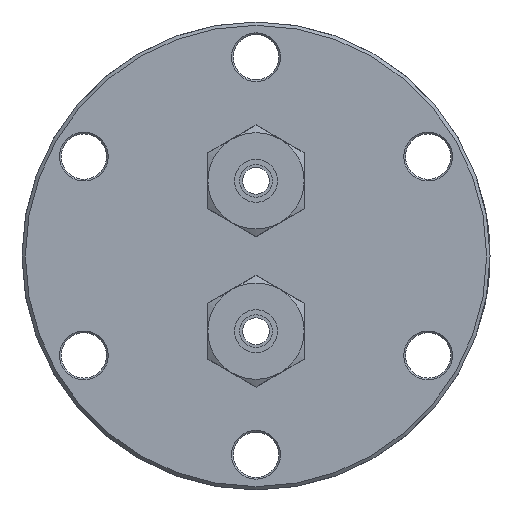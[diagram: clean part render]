
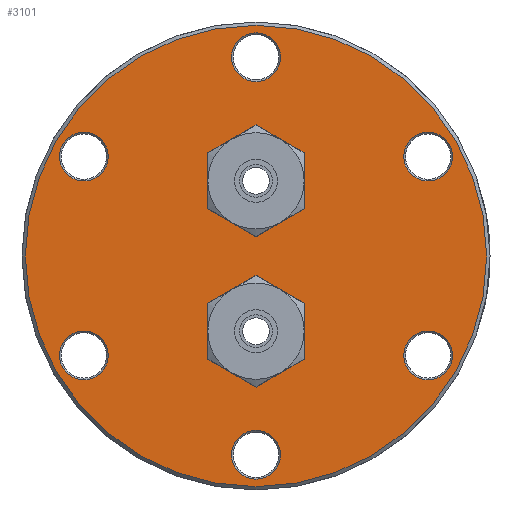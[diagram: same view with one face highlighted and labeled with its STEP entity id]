
A CAD part, front view. The second image highlights one B-rep face of the part: STEP entity #3101.
In plain terms, the highlighted planar face has unit normal (0, -1, 0).
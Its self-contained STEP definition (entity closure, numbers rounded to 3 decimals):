
#361=FACE_BOUND('',#650,.T.);
#362=FACE_BOUND('',#651,.T.);
#363=FACE_BOUND('',#652,.T.);
#364=FACE_BOUND('',#653,.T.);
#365=FACE_BOUND('',#654,.T.);
#366=FACE_BOUND('',#655,.T.);
#367=FACE_BOUND('',#656,.T.);
#368=FACE_BOUND('',#657,.T.);
#393=PLANE('',#3385);
#465=FACE_OUTER_BOUND('',#649,.T.);
#649=EDGE_LOOP('',(#2139));
#650=EDGE_LOOP('',(#2140));
#651=EDGE_LOOP('',(#2141));
#652=EDGE_LOOP('',(#2142));
#653=EDGE_LOOP('',(#2143));
#654=EDGE_LOOP('',(#2144));
#655=EDGE_LOOP('',(#2145));
#656=EDGE_LOOP('',(#2146));
#657=EDGE_LOOP('',(#2147));
#1180=CIRCLE('',#3376,3.175);
#1182=CIRCLE('',#3379,3.175);
#1186=CIRCLE('',#3384,34.05);
#1187=CIRCLE('',#3386,3.6);
#1188=CIRCLE('',#3387,3.6);
#1189=CIRCLE('',#3388,3.6);
#1190=CIRCLE('',#3389,3.6);
#1191=CIRCLE('',#3390,3.6);
#1192=CIRCLE('',#3391,3.6);
#1332=VERTEX_POINT('',#4530);
#1334=VERTEX_POINT('',#4536);
#1338=VERTEX_POINT('',#4546);
#1339=VERTEX_POINT('',#4550);
#1340=VERTEX_POINT('',#4552);
#1341=VERTEX_POINT('',#4554);
#1342=VERTEX_POINT('',#4556);
#1343=VERTEX_POINT('',#4558);
#1344=VERTEX_POINT('',#4560);
#1645=EDGE_CURVE('',#1332,#1332,#1180,.T.);
#1648=EDGE_CURVE('',#1334,#1334,#1182,.T.);
#1654=EDGE_CURVE('',#1338,#1338,#1186,.T.);
#1655=EDGE_CURVE('',#1339,#1339,#1187,.T.);
#1656=EDGE_CURVE('',#1340,#1340,#1188,.T.);
#1657=EDGE_CURVE('',#1341,#1341,#1189,.T.);
#1658=EDGE_CURVE('',#1342,#1342,#1190,.T.);
#1659=EDGE_CURVE('',#1343,#1343,#1191,.T.);
#1660=EDGE_CURVE('',#1344,#1344,#1192,.T.);
#2139=ORIENTED_EDGE('',*,*,#1654,.F.);
#2140=ORIENTED_EDGE('',*,*,#1645,.T.);
#2141=ORIENTED_EDGE('',*,*,#1648,.T.);
#2142=ORIENTED_EDGE('',*,*,#1655,.F.);
#2143=ORIENTED_EDGE('',*,*,#1656,.F.);
#2144=ORIENTED_EDGE('',*,*,#1657,.F.);
#2145=ORIENTED_EDGE('',*,*,#1658,.F.);
#2146=ORIENTED_EDGE('',*,*,#1659,.F.);
#2147=ORIENTED_EDGE('',*,*,#1660,.F.);
#3101=ADVANCED_FACE('',(#465,#361,#362,#363,#364,#365,#366,#367,#368),#393,
 .T.);
#3376=AXIS2_PLACEMENT_3D('',#4531,#3719,#3720);
#3379=AXIS2_PLACEMENT_3D('',#4537,#3726,#3727);
#3384=AXIS2_PLACEMENT_3D('',#4548,#3738,#3739);
#3385=AXIS2_PLACEMENT_3D('',#4549,#3740,#3741);
#3386=AXIS2_PLACEMENT_3D('',#4551,#3742,#3743);
#3387=AXIS2_PLACEMENT_3D('',#4553,#3744,#3745);
#3388=AXIS2_PLACEMENT_3D('',#4555,#3746,#3747);
#3389=AXIS2_PLACEMENT_3D('',#4557,#3748,#3749);
#3390=AXIS2_PLACEMENT_3D('',#4559,#3750,#3751);
#3391=AXIS2_PLACEMENT_3D('',#4561,#3752,#3753);
#3719=DIRECTION('center_axis',(0.,1.,0.));
#3720=DIRECTION('ref_axis',(-1.,0.,0.));
#3726=DIRECTION('center_axis',(0.,1.,0.));
#3727=DIRECTION('ref_axis',(-1.,0.,0.));
#3738=DIRECTION('center_axis',(0.,1.,0.));
#3739=DIRECTION('ref_axis',(1.,0.,0.));
#3740=DIRECTION('center_axis',(0.,-1.,0.));
#3741=DIRECTION('ref_axis',(0.,0.,-1.));
#3742=DIRECTION('center_axis',(0.,-1.,0.));
#3743=DIRECTION('ref_axis',(0.5,0.,0.866));
#3744=DIRECTION('center_axis',(0.,-1.,0.));
#3745=DIRECTION('ref_axis',(-1.,0.,0.));
#3746=DIRECTION('center_axis',(0.,-1.,0.));
#3747=DIRECTION('ref_axis',(0.5,0.,-0.866));
#3748=DIRECTION('center_axis',(0.,-1.,0.));
#3749=DIRECTION('ref_axis',(1.,0.,0.));
#3750=DIRECTION('center_axis',(0.,-1.,0.));
#3751=DIRECTION('ref_axis',(-0.5,0.,-0.866));
#3752=DIRECTION('center_axis',(0.,-1.,0.));
#3753=DIRECTION('ref_axis',(-0.5,0.,0.866));
#4530=CARTESIAN_POINT('',(3.175,0.,-11.1));
#4531=CARTESIAN_POINT('Origin',(0.,0.,-11.1));
#4536=CARTESIAN_POINT('',(3.175,0.,11.1));
#4537=CARTESIAN_POINT('Origin',(0.,0.,11.1));
#4546=CARTESIAN_POINT('',(-34.05,0.,0.));
#4548=CARTESIAN_POINT('Origin',(0.,0.,0.));
#4549=CARTESIAN_POINT('Origin',(-34.55,0.,0.));
#4550=CARTESIAN_POINT('',(23.618,0.,-17.793));
#4551=CARTESIAN_POINT('Origin',(25.418,0.,-14.675));
#4552=CARTESIAN_POINT('',(3.6,0.,29.35));
#4553=CARTESIAN_POINT('Origin',(0.,0.,29.35));
#4554=CARTESIAN_POINT('',(-27.218,0.,-11.557));
#4555=CARTESIAN_POINT('Origin',(-25.418,0.,-14.675));
#4556=CARTESIAN_POINT('',(-3.6,0.,-29.35));
#4557=CARTESIAN_POINT('Origin',(0.,0.,-29.35));
#4558=CARTESIAN_POINT('',(-23.618,0.,17.793));
#4559=CARTESIAN_POINT('Origin',(-25.418,0.,14.675));
#4560=CARTESIAN_POINT('',(27.218,0.,11.557));
#4561=CARTESIAN_POINT('Origin',(25.418,0.,14.675));
